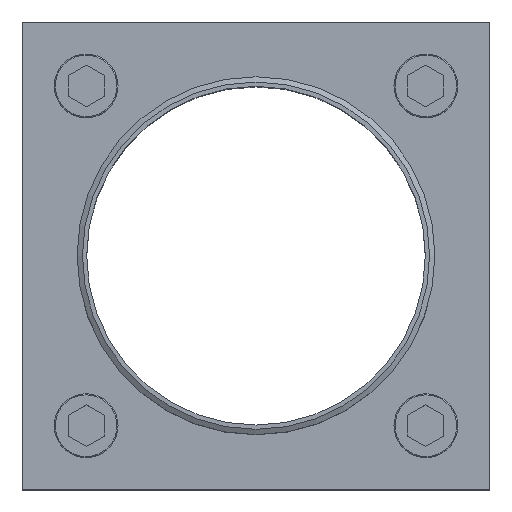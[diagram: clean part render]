
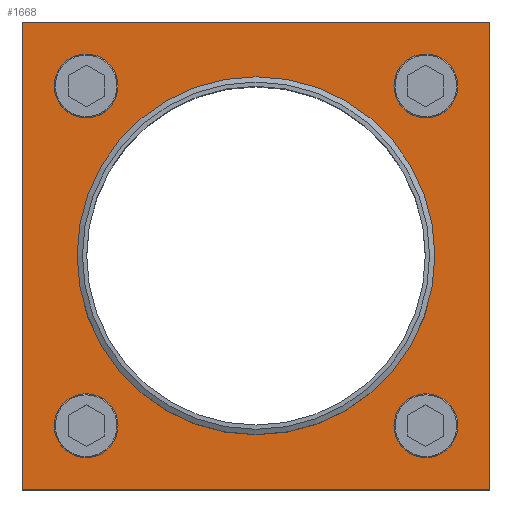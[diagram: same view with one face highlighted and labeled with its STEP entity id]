
A CAD part, top view. The second image highlights one B-rep face of the part: STEP entity #1668.
In plain terms, the highlighted planar face has unit normal (0, 0, 1).
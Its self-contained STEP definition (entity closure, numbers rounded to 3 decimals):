
#31=LINE('',#2448,#199);
#32=LINE('',#2451,#200);
#33=LINE('',#2453,#201);
#34=LINE('',#2455,#202);
#199=VECTOR('',#1965,1000.);
#200=VECTOR('',#1966,1000.);
#201=VECTOR('',#1967,1000.);
#202=VECTOR('',#1968,1000.);
#367=PLANE('',#1794);
#450=ORIENTED_EDGE('',*,*,#882,.T.);
#451=ORIENTED_EDGE('',*,*,#883,.T.);
#452=ORIENTED_EDGE('',*,*,#884,.F.);
#453=ORIENTED_EDGE('',*,*,#885,.T.);
#454=ORIENTED_EDGE('',*,*,#886,.T.);
#455=ORIENTED_EDGE('',*,*,#887,.T.);
#456=ORIENTED_EDGE('',*,*,#888,.T.);
#457=ORIENTED_EDGE('',*,*,#889,.T.);
#458=ORIENTED_EDGE('',*,*,#890,.T.);
#882=EDGE_CURVE('',#1098,#1098,#1258,.T.);
#883=EDGE_CURVE('',#1099,#1099,#1259,.T.);
#884=EDGE_CURVE('',#1100,#1100,#1260,.T.);
#885=EDGE_CURVE('',#1101,#1102,#31,.T.);
#886=EDGE_CURVE('',#1102,#1103,#32,.T.);
#887=EDGE_CURVE('',#1103,#1104,#33,.T.);
#888=EDGE_CURVE('',#1104,#1101,#34,.T.);
#889=EDGE_CURVE('',#1105,#1105,#1261,.T.);
#890=EDGE_CURVE('',#1106,#1106,#1262,.T.);
#1098=VERTEX_POINT('',#2443);
#1099=VERTEX_POINT('',#2445);
#1100=VERTEX_POINT('',#2447);
#1101=VERTEX_POINT('',#2449);
#1102=VERTEX_POINT('',#2450);
#1103=VERTEX_POINT('',#2452);
#1104=VERTEX_POINT('',#2454);
#1105=VERTEX_POINT('',#2457);
#1106=VERTEX_POINT('',#2459);
#1258=CIRCLE('',#1795,15.);
#1259=CIRCLE('',#1796,15.);
#1260=CIRCLE('',#1797,84.15);
#1261=CIRCLE('',#1798,15.);
#1262=CIRCLE('',#1799,15.);
#1306=EDGE_LOOP('',(#450));
#1307=EDGE_LOOP('',(#451));
#1308=EDGE_LOOP('',(#452));
#1309=EDGE_LOOP('',(#453,#454,#455,#456));
#1310=EDGE_LOOP('',(#457));
#1311=EDGE_LOOP('',(#458));
#1478=FACE_BOUND('',#1306,.T.);
#1479=FACE_BOUND('',#1307,.T.);
#1480=FACE_BOUND('',#1308,.T.);
#1481=FACE_BOUND('',#1309,.T.);
#1482=FACE_BOUND('',#1310,.T.);
#1483=FACE_BOUND('',#1311,.T.);
#1668=ADVANCED_FACE('',(#1478,#1479,#1480,#1481,#1482,#1483),#367,.T.);
#1794=AXIS2_PLACEMENT_3D('',#2441,#1957,#1958);
#1795=AXIS2_PLACEMENT_3D('',#2442,#1959,#1960);
#1796=AXIS2_PLACEMENT_3D('',#2444,#1961,#1962);
#1797=AXIS2_PLACEMENT_3D('',#2446,#1963,#1964);
#1798=AXIS2_PLACEMENT_3D('',#2456,#1969,#1970);
#1799=AXIS2_PLACEMENT_3D('',#2458,#1971,#1972);
#1957=DIRECTION('',(0.,0.,1.));
#1958=DIRECTION('',(1.,0.,0.));
#1959=DIRECTION('',(0.,0.,-1.));
#1960=DIRECTION('',(-1.,0.,0.));
#1961=DIRECTION('',(0.,0.,-1.));
#1962=DIRECTION('',(-1.,0.,0.));
#1963=DIRECTION('',(0.,0.,1.));
#1964=DIRECTION('',(1.,0.,0.));
#1965=DIRECTION('',(0.,-1.,0.));
#1966=DIRECTION('',(1.,0.,0.));
#1967=DIRECTION('',(0.,1.,0.));
#1968=DIRECTION('',(-1.,0.,0.));
#1969=DIRECTION('',(0.,0.,-1.));
#1970=DIRECTION('',(-1.,0.,0.));
#1971=DIRECTION('',(0.,0.,-1.));
#1972=DIRECTION('',(-1.,0.,0.));
#2441=CARTESIAN_POINT('',(0.,0.,35.));
#2442=CARTESIAN_POINT('',(-79.903,-79.903,35.));
#2443=CARTESIAN_POINT('',(-94.903,-79.903,35.));
#2444=CARTESIAN_POINT('',(79.903,79.903,35.));
#2445=CARTESIAN_POINT('',(64.903,79.903,35.));
#2446=CARTESIAN_POINT('',(0.,0.,35.));
#2447=CARTESIAN_POINT('',(84.15,0.,35.));
#2448=CARTESIAN_POINT('',(-110.,110.,35.));
#2449=CARTESIAN_POINT('',(-110.,110.,35.));
#2450=CARTESIAN_POINT('',(-110.,-110.,35.));
#2451=CARTESIAN_POINT('',(-110.,-110.,35.));
#2452=CARTESIAN_POINT('',(110.,-110.,35.));
#2453=CARTESIAN_POINT('',(110.,-110.,35.));
#2454=CARTESIAN_POINT('',(110.,110.,35.));
#2455=CARTESIAN_POINT('',(110.,110.,35.));
#2456=CARTESIAN_POINT('',(-79.903,79.903,35.));
#2457=CARTESIAN_POINT('',(-94.903,79.903,35.));
#2458=CARTESIAN_POINT('',(79.903,-79.903,35.));
#2459=CARTESIAN_POINT('',(64.903,-79.903,35.));
